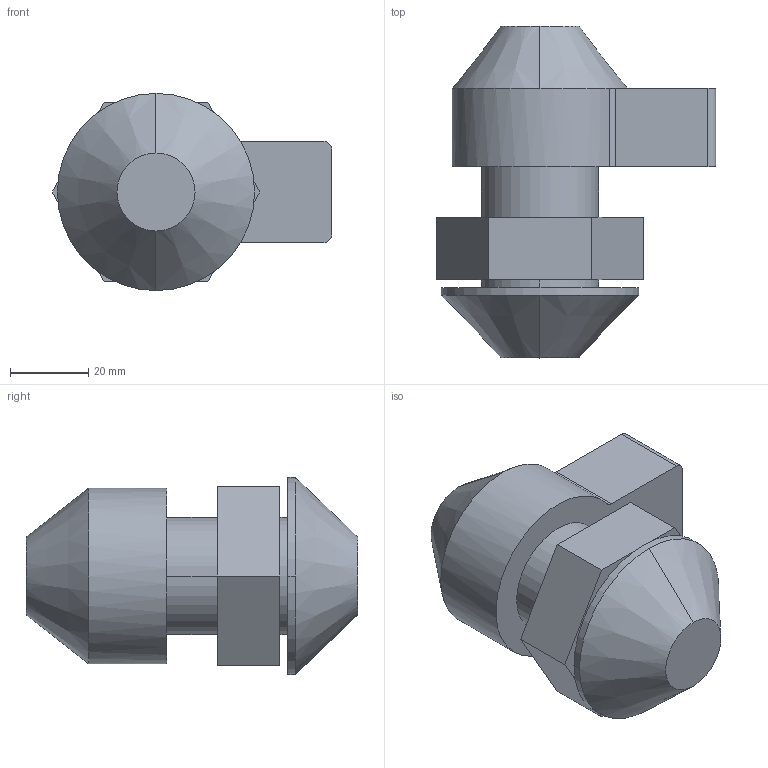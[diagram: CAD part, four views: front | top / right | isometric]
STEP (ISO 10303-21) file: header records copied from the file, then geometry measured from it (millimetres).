
FILE_DESCRIPTION (( 'STEP AP214' ), '1' );
FILE_NAME ('Rexnord-S0272-S0272-66771.step', '2019-01-24T07:51:21', ( '' ), ( '' ), 'SwSTEP 2.0', 'SolidWorks 2018', '' );
FILE_SCHEMA (( 'AUTOMOTIVE_DESIGN' ));
Length unit declared in the file: millimetre
Products named in the file (1): Rexnord-S0272-S0272-66771
Bounding box: 71.56 x 85 x 50.5 mm (x, y, z)
Volume: 118613.6 mm3; surface area: 18914.9 mm2
Topology: 1 solids, 1 shells, 31 faces, 73 edges, 48 vertices
Faces by surface type: plane 16, cylinder 11, cone 4
Entity records: 1255 total; most frequent: DIRECTION 168, CARTESIAN_POINT 153, ORIENTED_EDGE 146, EDGE_CURVE 73, AXIS2_PLACEMENT_3D 63, VERTEX_POINT 48, LINE 42, VECTOR 42
